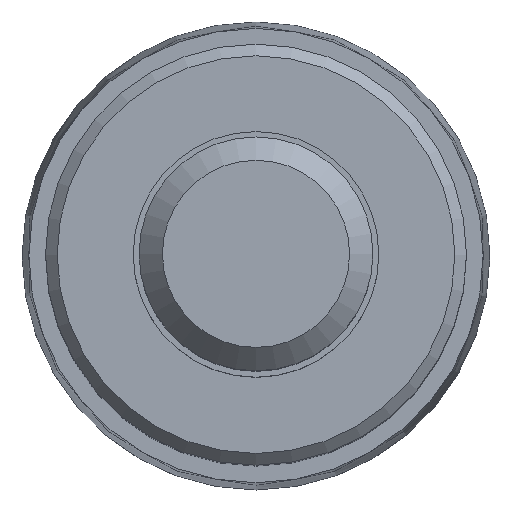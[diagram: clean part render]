
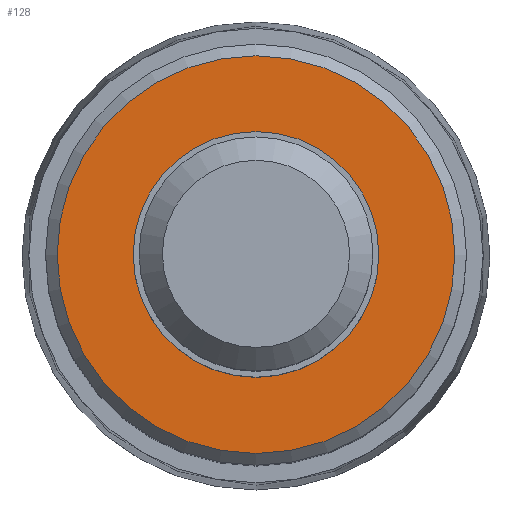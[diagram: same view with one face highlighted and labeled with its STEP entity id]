
A CAD part, top view. The second image highlights one B-rep face of the part: STEP entity #128.
In plain terms, the highlighted planar face has unit normal (0, 0, 1).
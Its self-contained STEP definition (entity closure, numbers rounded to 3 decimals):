
#103=FACE_BOUND('',#163,.T.);
#104=FACE_BOUND('',#164,.T.);
#128=ADVANCED_FACE('',(#103,#104),#140,.F.);
#140=PLANE('',#495);
#163=EDGE_LOOP('',(#195));
#164=EDGE_LOOP('',(#196));
#195=ORIENTED_EDGE('',*,*,#235,.F.);
#196=ORIENTED_EDGE('',*,*,#236,.T.);
#219=VERTEX_POINT('',#730);
#220=VERTEX_POINT('',#733);
#235=EDGE_CURVE('',#219,#219,#264,.T.);
#236=EDGE_CURVE('',#220,#220,#265,.T.);
#264=CIRCLE('',#492,8.5);
#265=CIRCLE('',#494,4.75);
#492=AXIS2_PLACEMENT_3D('',#729,#571,#572);
#494=AXIS2_PLACEMENT_3D('',#732,#575,#576);
#495=AXIS2_PLACEMENT_3D('',#734,#577,#578);
#571=DIRECTION('',(0.,0.,-1.));
#572=DIRECTION('',(0.,1.,0.));
#575=DIRECTION('',(0.,0.,-1.));
#576=DIRECTION('',(0.,1.,0.));
#577=DIRECTION('',(0.,0.,-1.));
#578=DIRECTION('',(0.,1.,0.));
#729=CARTESIAN_POINT('',(0.,0.,-19.));
#730=CARTESIAN_POINT('',(0.,8.5,-19.));
#732=CARTESIAN_POINT('',(0.,0.,-19.));
#733=CARTESIAN_POINT('',(0.,4.75,-19.));
#734=CARTESIAN_POINT('',(0.,4.75,-19.));
